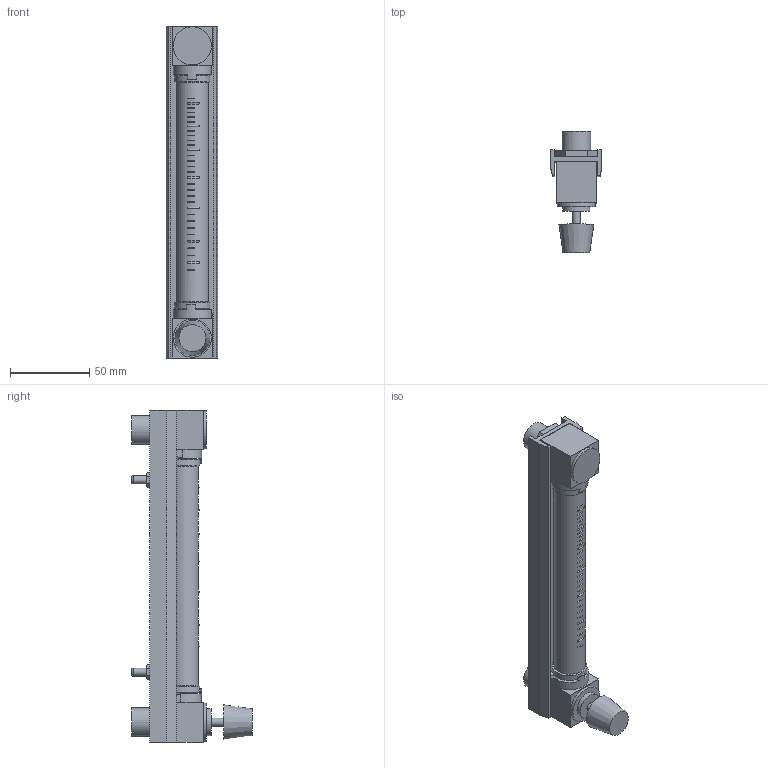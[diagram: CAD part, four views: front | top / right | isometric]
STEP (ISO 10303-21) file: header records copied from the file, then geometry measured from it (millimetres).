
FILE_DESCRIPTION( ( 'Unknown' ), '1' );
FILE_NAME( 'SVS-SVB.stp', 'Unknown', ( 'Unknown' ), ( 'Unknown' ), 'PSStep 17.0.49', 'Unknown', ' ' );
FILE_SCHEMA( ( 'AUTOMOTIVE_DESIGN { 1 0 10303 214 1 1 1 1 }' ) );
Length unit declared in the file: millimetre
Products named in the file (13): Assem1; Träger-S; Endblock-Ventil; Endblock-ohne; Washer_DIN_125_1_A_5.3; Nut_DIN_EN_24034_1992_M5; Nut_DIN_EN_ISO_4034_2001_M5; Dichtblock1; Spannmutter; Glas-138; Kegel; O-Ring; Klemmstück
Assembly tree (19 placements, depth 2):
  Assem1
    Träger-S
    Endblock-Ventil
    Endblock-ohne
    Washer_DIN_125_1_A_5.3  x2
    Nut_DIN_EN_24034_1992_M5
    Nut_DIN_EN_ISO_4034_2001_M5
    Dichtblock1  x2
    Spannmutter  x2
    Glas-138
    Kegel
    O-Ring  x4
    Klemmstück  x2
Bounding box: 32.5 x 76 x 209 mm (x, y, z)
Volume: 99315.7 mm3; surface area: 69174.2 mm2
Topology: 19 solids, 19 shells, 269 faces, 557 edges, 366 vertices
Faces by surface type: plane 177, cylinder 43, torus 37, cone 12
Full cylindrical faces by diameter (mm): 4.134 x2, 5 x3, 5.3 x2, 10 x2, 10.133 x1, 11 x2, 11.445 x4, 12 x1, 14.4 x1, 15.5 x4, 16 x2, 17 x2, 18 x2, 19 x2, 20 x3, 22 x2, 24 x2
Entity records: 8010 total; most frequent: CARTESIAN_POINT 1138, DIRECTION 1088, ORIENTED_EDGE 828, AXIS2_PLACEMENT_3D 450, EDGE_CURVE 414, EDGE_LOOP 332, VERTEX_POINT 300, FACE_OUTER_BOUND 259
